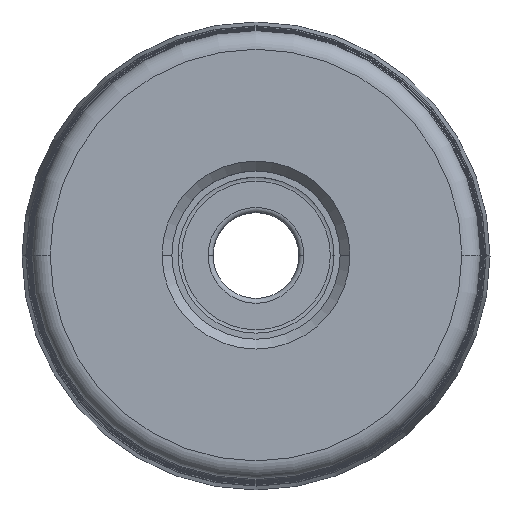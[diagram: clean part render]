
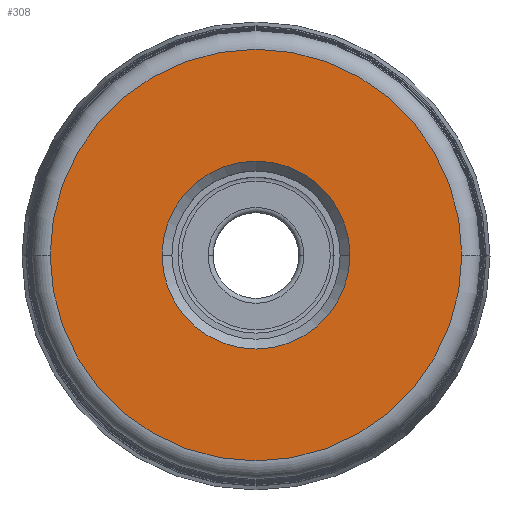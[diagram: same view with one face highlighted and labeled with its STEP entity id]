
A CAD part, top view. The second image highlights one B-rep face of the part: STEP entity #308.
In plain terms, the highlighted planar face has unit normal (0, 0, 1).
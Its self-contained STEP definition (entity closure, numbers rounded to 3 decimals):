
#46=PLANE('',#3680);
#54=FACE_BOUND('',#952,.T.);
#55=FACE_BOUND('',#953,.T.);
#308=ADVANCED_FACE('',(#54,#55),#46,.F.);
#952=EDGE_LOOP('',(#1670,#1671));
#953=EDGE_LOOP('',(#1672,#1673));
#1670=ORIENTED_EDGE('',*,*,#2363,.T.);
#1671=ORIENTED_EDGE('',*,*,#2362,.T.);
#1672=ORIENTED_EDGE('',*,*,#2364,.T.);
#1673=ORIENTED_EDGE('',*,*,#2365,.T.);
#1982=VERTEX_POINT('',#7377);
#1983=VERTEX_POINT('',#7379);
#1984=VERTEX_POINT('',#7384);
#1985=VERTEX_POINT('',#7385);
#2362=EDGE_CURVE('',#1982,#1983,#2926,.T.);
#2363=EDGE_CURVE('',#1983,#1982,#2927,.T.);
#2364=EDGE_CURVE('',#1984,#1985,#2928,.T.);
#2365=EDGE_CURVE('',#1985,#1984,#2929,.T.);
#2926=CIRCLE('',#3675,16.757);
#2927=CIRCLE('',#3677,16.757);
#2928=CIRCLE('',#3678,7.65);
#2929=CIRCLE('',#3679,7.65);
#3675=AXIS2_PLACEMENT_3D('',#7380,#4413,#4414);
#3677=AXIS2_PLACEMENT_3D('',#7382,#4417,#4418);
#3678=AXIS2_PLACEMENT_3D('',#7383,#4419,#4420);
#3679=AXIS2_PLACEMENT_3D('',#7386,#4421,#4422);
#3680=AXIS2_PLACEMENT_3D('',#7387,#4423,#4424);
#4413=DIRECTION('',(0.,0.,1.));
#4414=DIRECTION('',(-1.,0.,0.));
#4417=DIRECTION('',(0.,0.,1.));
#4418=DIRECTION('',(1.,0.,0.));
#4419=DIRECTION('',(0.,0.,-1.));
#4420=DIRECTION('',(1.,0.,0.));
#4421=DIRECTION('',(0.,0.,-1.));
#4422=DIRECTION('',(-1.,0.,0.));
#4423=DIRECTION('',(0.,0.,-1.));
#4424=DIRECTION('',(-1.,0.,0.));
#7377=CARTESIAN_POINT('',(-16.757,0.,0.));
#7379=CARTESIAN_POINT('',(16.757,0.,0.));
#7380=CARTESIAN_POINT('',(0.,0.,0.));
#7382=CARTESIAN_POINT('',(0.,0.,0.));
#7383=CARTESIAN_POINT('',(0.,0.,0.));
#7384=CARTESIAN_POINT('',(7.65,0.,0.));
#7385=CARTESIAN_POINT('',(-7.65,0.,0.));
#7386=CARTESIAN_POINT('',(0.,0.,0.));
#7387=CARTESIAN_POINT('',(0.,0.,0.));
